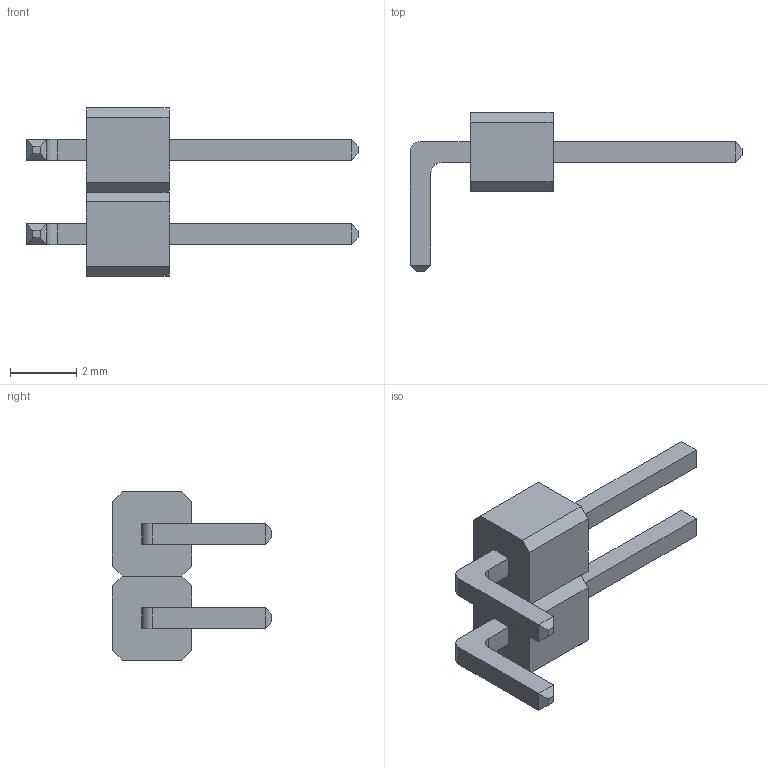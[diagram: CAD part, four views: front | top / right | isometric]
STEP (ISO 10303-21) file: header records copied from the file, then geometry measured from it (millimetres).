
FILE_DESCRIPTION(('FreeCAD Model'),'2;1');
FILE_NAME('BaretteBroche-M-M-2x1-2.54-90Deg.step','2016-12-07T12:10:29',('Daniel Sallin'),('Daniel-STP'), 'Open CASCADE STEP processor 6.8','FreeCAD','Unknown');
FILE_SCHEMA(('AUTOMOTIVE_DESIGN_CC2 { 1 2 10303 214 -1 1 5 4 }'));
Length unit declared in the file: millimetre
Products named in the file (2): ASSEMBLY; Array
Assembly tree (1 placements, depth 2):
  ASSEMBLY
    Array
Bounding box: 10.02 x 4.81 x 5.08 mm (x, y, z)
Volume: 38 mm3; surface area: 122.2 mm2
Topology: 2 solids, 2 shells, 64 faces, 152 edges, 96 vertices
Faces by surface type: plane 60, cylinder 4
Entity records: 3810 total; most frequent: CARTESIAN_POINT 698, DIRECTION 556, LINE 408, VECTOR 408, ORIENTED_EDGE 304, PCURVE 304, DEFINITIONAL_REPRESENTATION 304, EDGE_CURVE 152
